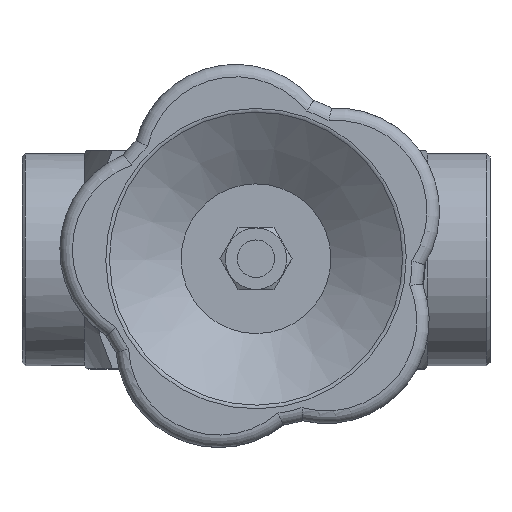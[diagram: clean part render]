
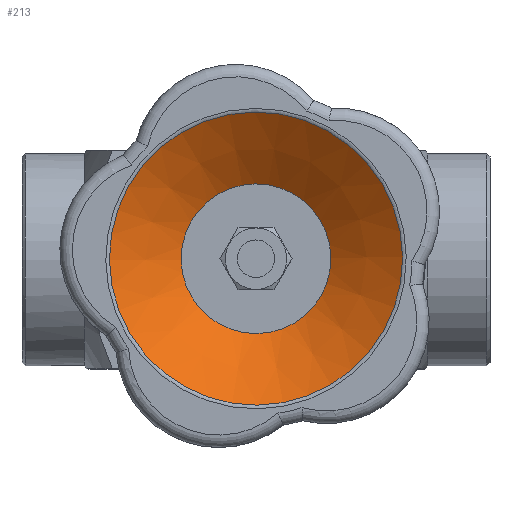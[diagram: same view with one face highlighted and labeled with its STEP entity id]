
A CAD part, top view. The second image highlights one B-rep face of the part: STEP entity #213.
In plain terms, the highlighted conical face has half-angle 54.118 degrees and reference radius 12 mm.
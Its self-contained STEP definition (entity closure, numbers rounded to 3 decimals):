
#213 = ADVANCED_FACE( '', ( #521, #522 ), #523, .F. );
#521 = FACE_OUTER_BOUND( '', #951, .T. );
#522 = FACE_BOUND( '', #952, .T. );
#523 = CONICAL_SURFACE( '', #953, 12., 0.945 );
#951 = EDGE_LOOP( '', ( #1511 ) );
#952 = EDGE_LOOP( '', ( #1512 ) );
#953 = AXIS2_PLACEMENT_3D( '', #1513, #1514, #1515 );
#1511 = ORIENTED_EDGE( '', *, *, #2329, .T. );
#1512 = ORIENTED_EDGE( '', *, *, #2330, .T. );
#1513 = CARTESIAN_POINT( '', ( 0., 0., 95.587 ) );
#1514 = DIRECTION( '', ( 0., 0., 1. ) );
#1515 = DIRECTION( '', ( 0.51, -0.86, 0. ) );
#2329 = EDGE_CURVE( '', #2764, #2764, #2765, .T. );
#2330 = EDGE_CURVE( '', #2766, #2766, #2767, .T. );
#2764 = VERTEX_POINT( '', #3715 );
#2765 = CIRCLE( '', #3716, 23.488 );
#2766 = VERTEX_POINT( '', #3717 );
#2767 = CIRCLE( '', #3718, 12. );
#3715 = CARTESIAN_POINT( '', ( -11.969, 20.209, 103.898 ) );
#3716 = AXIS2_PLACEMENT_3D( '', #4651, #4652, #4653 );
#3717 = CARTESIAN_POINT( '', ( -6.115, 10.325, 95.587 ) );
#3718 = AXIS2_PLACEMENT_3D( '', #4654, #4655, #4656 );
#4651 = CARTESIAN_POINT( '', ( 0., 0., 103.898 ) );
#4652 = DIRECTION( '', ( 0., 0., 1. ) );
#4653 = DIRECTION( '', ( -0.51, 0.86, 0. ) );
#4654 = CARTESIAN_POINT( '', ( 0., 0., 95.587 ) );
#4655 = DIRECTION( '', ( 0., 0., -1. ) );
#4656 = DIRECTION( '', ( -0.51, 0.86, 0. ) );
